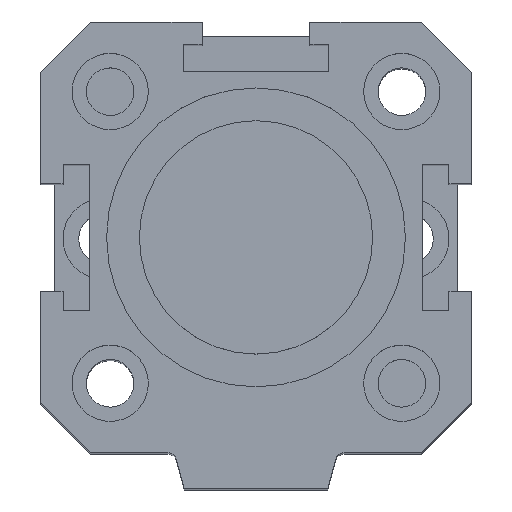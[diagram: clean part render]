
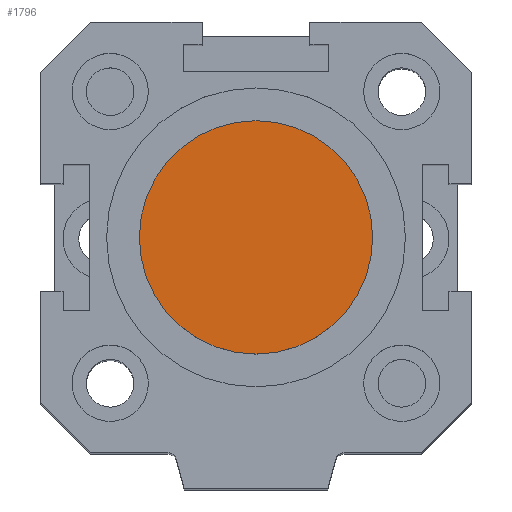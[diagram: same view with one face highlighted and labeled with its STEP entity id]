
A CAD part, top view. The second image highlights one B-rep face of the part: STEP entity #1796.
In plain terms, the highlighted planar face has unit normal (0, 0, 1).
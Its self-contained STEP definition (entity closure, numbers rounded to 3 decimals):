
#373=PLANE('',#1961);
#550=FACE_OUTER_BOUND('',#705,.T.);
#705=EDGE_LOOP('',(#1437));
#814=CIRCLE('',#1881,13.);
#890=VERTEX_POINT('',#2609);
#1060=EDGE_CURVE('',#890,#890,#814,.T.);
#1437=ORIENTED_EDGE('',*,*,#1060,.T.);
#1796=ADVANCED_FACE('',(#550),#373,.T.);
#1881=AXIS2_PLACEMENT_3D('',#2610,#2083,#2084);
#1961=AXIS2_PLACEMENT_3D('',#2876,#2315,#2316);
#2083=DIRECTION('center_axis',(0.,0.,1.));
#2084=DIRECTION('ref_axis',(-1.,0.,0.));
#2315=DIRECTION('center_axis',(0.,0.,1.));
#2316=DIRECTION('ref_axis',(1.,0.,0.));
#2609=CARTESIAN_POINT('',(13.,0.,41.));
#2610=CARTESIAN_POINT('Origin',(0.,0.,41.));
#2876=CARTESIAN_POINT('Origin',(0.,0.555,
41.));
